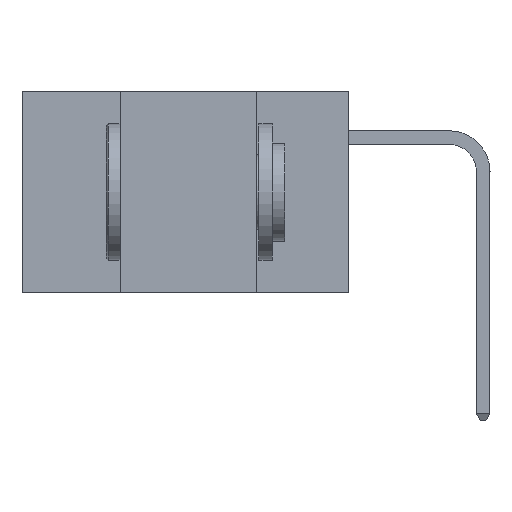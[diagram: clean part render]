
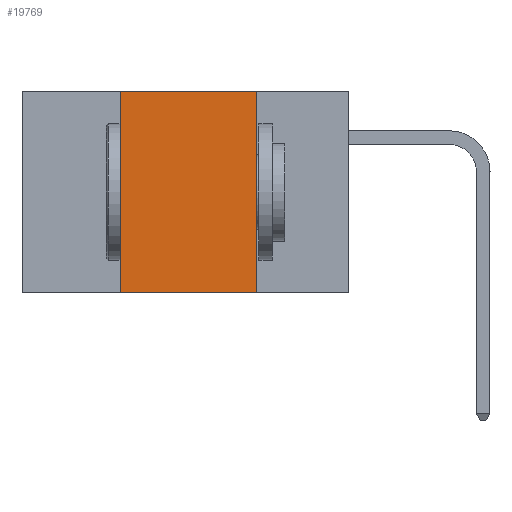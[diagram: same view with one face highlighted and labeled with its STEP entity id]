
A CAD part, left-side view. The second image highlights one B-rep face of the part: STEP entity #19769.
In plain terms, the highlighted planar face has unit normal (-1, 0, 0).
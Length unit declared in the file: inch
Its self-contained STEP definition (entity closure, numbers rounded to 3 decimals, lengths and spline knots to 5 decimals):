
#2414 = CARTESIAN_POINT ( 'NONE',  ( 0., 0.6, 0. ) ) ;
#2831 = DIRECTION ( 'NONE',  ( 1., 0., 0. ) ) ;
#5114 = ORIENTED_EDGE ( 'NONE', *, *, #9401, .T. ) ;
#7966 = DIRECTION ( 'NONE',  ( 0., 0., 1. ) ) ;
#9275 = LINE ( 'NONE', #11903, #39057 ) ;
#9401 = EDGE_CURVE ( 'NONE', #28438, #29888, #10772, .T. ) ;
#10772 = LINE ( 'NONE', #24411, #19913 ) ;
#11903 = CARTESIAN_POINT ( 'NONE',  ( 0., 0.42, 0. ) ) ;
#17017 = VECTOR ( 'NONE', #33519, 39.37008 ) ;
#18536 = VERTEX_POINT ( 'NONE', #22190 ) ;
#19707 = ORIENTED_EDGE ( 'NONE', *, *, #46375, .F. ) ;
#19769 = ADVANCED_FACE ( 'NONE', ( #32887 ), #29882, .F. ) ;
#19913 = VECTOR ( 'NONE', #28118, 39.37008 ) ;
#20947 = ORIENTED_EDGE ( 'NONE', *, *, #26088, .F. ) ;
#22190 = CARTESIAN_POINT ( 'NONE',  ( 0., 0.17, 0. ) ) ;
#22326 = LINE ( 'NONE', #29938, #31393 ) ;
#23208 = EDGE_CURVE ( 'NONE', #18536, #29888, #22326, .T. ) ;
#24411 = CARTESIAN_POINT ( 'NONE',  ( 0., 0.6, -0.37 ) ) ;
#25187 = ORIENTED_EDGE ( 'NONE', *, *, #23208, .F. ) ;
#26088 = EDGE_CURVE ( 'NONE', #28438, #31890, #9275, .T. ) ;
#27510 = CARTESIAN_POINT ( 'NONE',  ( 0., 0.17, -0.37 ) ) ;
#28118 = DIRECTION ( 'NONE',  ( 0., -1., 0. ) ) ;
#28438 = VERTEX_POINT ( 'NONE', #42064 ) ;
#29882 = PLANE ( 'NONE',  #36957 ) ;
#29888 = VERTEX_POINT ( 'NONE', #27510 ) ;
#29938 = CARTESIAN_POINT ( 'NONE',  ( 0., 0.17, 0. ) ) ;
#30053 = DIRECTION ( 'NONE',  ( 0., 0., -1. ) ) ;
#30794 = EDGE_LOOP ( 'NONE', ( #25187, #19707, #20947, #5114 ) ) ;
#31393 = VECTOR ( 'NONE', #45555, 39.37008 ) ;
#31890 = VERTEX_POINT ( 'NONE', #35302 ) ;
#32887 = FACE_OUTER_BOUND ( 'NONE', #30794, .T. ) ;
#33519 = DIRECTION ( 'NONE',  ( 0., -1., 0. ) ) ;
#35302 = CARTESIAN_POINT ( 'NONE',  ( 0., 0.42, 0. ) ) ;
#36957 = AXIS2_PLACEMENT_3D ( 'NONE', #41590, #2831, #30053 ) ;
#38860 = LINE ( 'NONE', #2414, #17017 ) ;
#39057 = VECTOR ( 'NONE', #7966, 39.37008 ) ;
#41590 = CARTESIAN_POINT ( 'NONE',  ( 0., 0.6, 0. ) ) ;
#42064 = CARTESIAN_POINT ( 'NONE',  ( 0., 0.42, -0.37 ) ) ;
#45555 = DIRECTION ( 'NONE',  ( 0., 0., -1. ) ) ;
#46375 = EDGE_CURVE ( 'NONE', #31890, #18536, #38860, .T. ) ;
